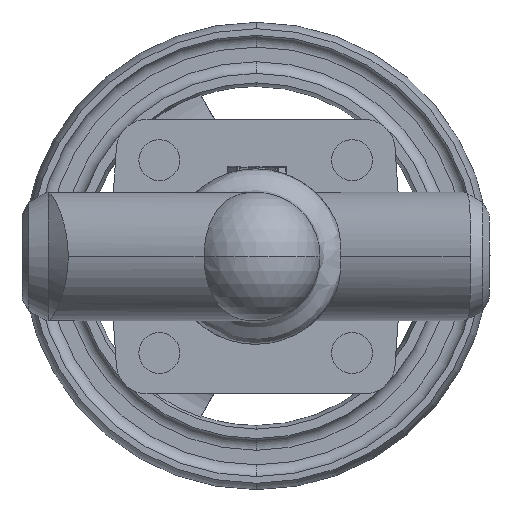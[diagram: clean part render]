
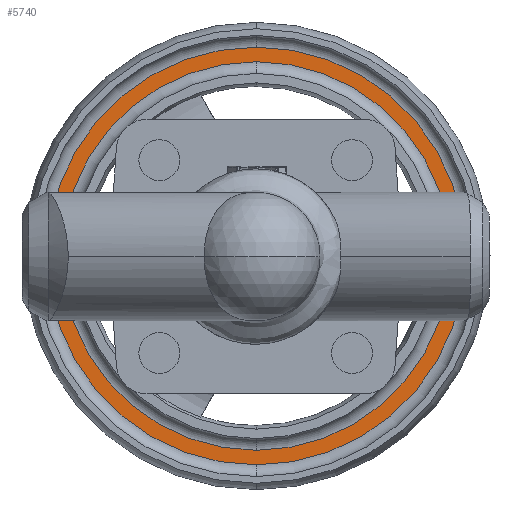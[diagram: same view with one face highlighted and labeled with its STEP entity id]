
A CAD part, front view. The second image highlights one B-rep face of the part: STEP entity #5740.
In plain terms, the highlighted planar face has unit normal (0, -1, 0).
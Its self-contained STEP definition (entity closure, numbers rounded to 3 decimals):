
#582 = CARTESIAN_POINT ( 'NONE',  ( 0.2, 226.5, -66.3 ) ) ;
#926 = DIRECTION ( 'NONE',  ( 0., 1., 0. ) ) ;
#3457 = ORIENTED_EDGE ( 'NONE', *, *, #12585, .F. ) ;
#4674 = DIRECTION ( 'NONE',  ( 0., 1., 0. ) ) ;
#5074 = ORIENTED_EDGE ( 'NONE', *, *, #14455, .T. ) ;
#5740 = ADVANCED_FACE ( 'NONE', ( #8910, #23479 ), #11965, .F. ) ;
#6198 = EDGE_CURVE ( 'NONE', #19457, #23334, #10042, .T. ) ;
#8910 = FACE_OUTER_BOUND ( 'NONE', #19584, .T. ) ;
#8982 = CARTESIAN_POINT ( 'NONE',  ( 0.2, 226.5, 66.7 ) ) ;
#9089 = CARTESIAN_POINT ( 'NONE',  ( 0.2, 226.5, 0.2 ) ) ;
#9099 = ORIENTED_EDGE ( 'NONE', *, *, #6198, .F. ) ;
#9723 = CARTESIAN_POINT ( 'NONE',  ( 0.2, 226.5, 71.7 ) ) ;
#10010 = VERTEX_POINT ( 'NONE', #582 ) ;
#10042 = CIRCLE ( 'NONE', #10879, 71.5 ) ;
#10484 = CIRCLE ( 'NONE', #19031, 66.5 ) ;
#10879 = AXIS2_PLACEMENT_3D ( 'NONE', #18474, #22219, #18862 ) ;
#10983 = DIRECTION ( 'NONE',  ( 0., 0., 1. ) ) ;
#11201 = CARTESIAN_POINT ( 'NONE',  ( 0.2, 226.5, 0.2 ) ) ;
#11654 = EDGE_LOOP ( 'NONE', ( #5074, #19634 ) ) ;
#11821 = VERTEX_POINT ( 'NONE', #8982 ) ;
#11965 = PLANE ( 'NONE',  #17344 ) ;
#12585 = EDGE_CURVE ( 'NONE', #23334, #19457, #17792, .T. ) ;
#13076 = DIRECTION ( 'NONE',  ( 0., 0., 1. ) ) ;
#14455 = EDGE_CURVE ( 'NONE', #11821, #10010, #22132, .T. ) ;
#14522 = CARTESIAN_POINT ( 'NONE',  ( -71.3, 226.5, 0.2 ) ) ;
#15943 = CARTESIAN_POINT ( 'NONE',  ( 0.2, 226.5, 0.2 ) ) ;
#17182 = DIRECTION ( 'NONE',  ( 0., 0., 1. ) ) ;
#17344 = AXIS2_PLACEMENT_3D ( 'NONE', #14522, #926, #17182 ) ;
#17792 = CIRCLE ( 'NONE', #24219, 71.5 ) ;
#17849 = DIRECTION ( 'NONE',  ( 0., 0., 1. ) ) ;
#18474 = CARTESIAN_POINT ( 'NONE',  ( 0.2, 226.5, 0.2 ) ) ;
#18862 = DIRECTION ( 'NONE',  ( 0., 0., 1. ) ) ;
#19031 = AXIS2_PLACEMENT_3D ( 'NONE', #11201, #24489, #13076 ) ;
#19457 = VERTEX_POINT ( 'NONE', #19642 ) ;
#19584 = EDGE_LOOP ( 'NONE', ( #3457, #9099 ) ) ;
#19634 = ORIENTED_EDGE ( 'NONE', *, *, #23465, .T. ) ;
#19642 = CARTESIAN_POINT ( 'NONE',  ( 0.2, 226.5, -71.3 ) ) ;
#22132 = CIRCLE ( 'NONE', #23792, 66.5 ) ;
#22219 = DIRECTION ( 'NONE',  ( 0., 1., 0. ) ) ;
#22349 = DIRECTION ( 'NONE',  ( 0., 1., 0. ) ) ;
#23334 = VERTEX_POINT ( 'NONE', #9723 ) ;
#23465 = EDGE_CURVE ( 'NONE', #10010, #11821, #10484, .T. ) ;
#23479 = FACE_BOUND ( 'NONE', #11654, .T. ) ;
#23792 = AXIS2_PLACEMENT_3D ( 'NONE', #9089, #22349, #10983 ) ;
#24219 = AXIS2_PLACEMENT_3D ( 'NONE', #15943, #4674, #17849 ) ;
#24489 = DIRECTION ( 'NONE',  ( 0., 1., 0. ) ) ;
